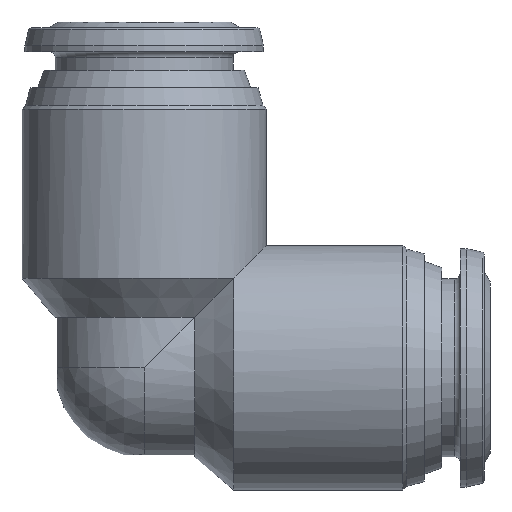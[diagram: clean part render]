
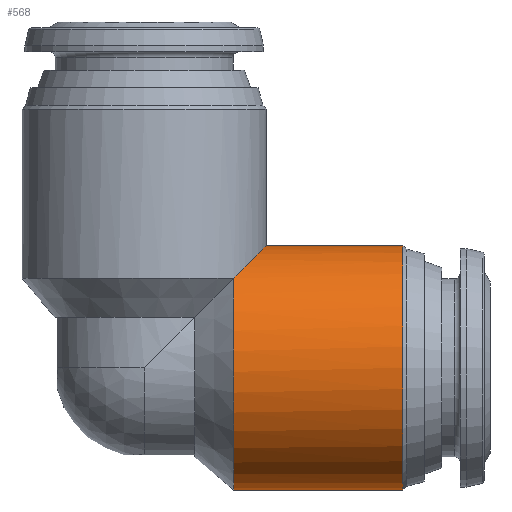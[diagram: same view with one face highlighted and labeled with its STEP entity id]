
A CAD part, left-side view. The second image highlights one B-rep face of the part: STEP entity #568.
In plain terms, the highlighted cylindrical face has radius 10.25 mm (diameter 20.5 mm), a full revolution.
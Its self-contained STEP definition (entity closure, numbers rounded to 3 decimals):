
#62=ELLIPSE('',#651,14.496,10.25);
#68=CIRCLE('',#633,10.25);
#78=CIRCLE('',#650,10.25);
#151=ORIENTED_EDGE('',*,*,#267,.F.);
#152=ORIENTED_EDGE('',*,*,#268,.F.);
#153=ORIENTED_EDGE('',*,*,#252,.T.);
#252=EDGE_CURVE('',#315,#314,#68,.T.);
#267=EDGE_CURVE('',#323,#323,#78,.T.);
#268=EDGE_CURVE('',#315,#314,#62,.F.);
#314=VERTEX_POINT('',#971);
#315=VERTEX_POINT('',#973);
#323=VERTEX_POINT('',#1008);
#379=EDGE_LOOP('',(#151));
#380=EDGE_LOOP('',(#152,#153));
#467=FACE_BOUND('',#379,.T.);
#468=FACE_BOUND('',#380,.T.);
#551=CYLINDRICAL_SURFACE('',#649,10.25);
#568=ADVANCED_FACE('',(#467,#468),#551,.T.);
#633=AXIS2_PLACEMENT_3D('',#972,#752,#753);
#649=AXIS2_PLACEMENT_3D('',#1006,#786,#787);
#650=AXIS2_PLACEMENT_3D('',#1007,#788,#789);
#651=AXIS2_PLACEMENT_3D('',#1009,#790,#791);
#752=DIRECTION('',(0.,-1.,0.));
#753=DIRECTION('',(0.,0.,-1.));
#786=DIRECTION('',(0.,-1.,0.));
#787=DIRECTION('',(0.,0.,-1.));
#788=DIRECTION('',(0.,-1.,0.));
#789=DIRECTION('',(0.,0.,-1.));
#790=DIRECTION('',(0.,-0.707,-0.707));
#791=DIRECTION('',(0.,-0.707,0.707));
#971=CARTESIAN_POINT('',(6.987,21.5,7.5));
#972=CARTESIAN_POINT('',(0.,21.5,0.));
#973=CARTESIAN_POINT('',(-6.987,21.5,7.5));
#1006=CARTESIAN_POINT('',(0.,0.,0.));
#1007=CARTESIAN_POINT('',(0.,7.298,0.));
#1008=CARTESIAN_POINT('',(0.,7.298,-10.25));
#1009=CARTESIAN_POINT('',(0.,29.,0.));
